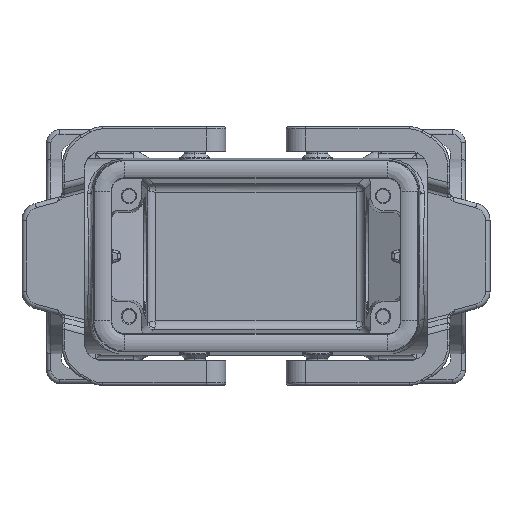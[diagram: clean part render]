
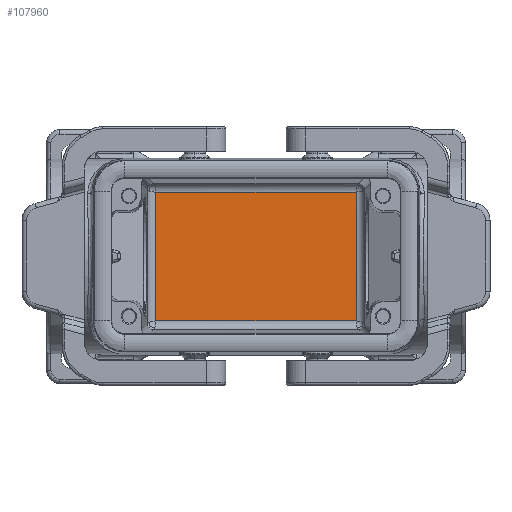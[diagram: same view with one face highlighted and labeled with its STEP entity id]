
A CAD part, top view. The second image highlights one B-rep face of the part: STEP entity #107960.
In plain terms, the highlighted face is planar.
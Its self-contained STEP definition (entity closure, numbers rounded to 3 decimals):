
#42510=CARTESIAN_POINT('',(18.745,47.697,67.));
#42520=VERTEX_POINT('',#42510);
#42550=CARTESIAN_POINT('',(0.,47.697,67.));
#42560=DIRECTION('',(1.,0.,0.));
#42570=VECTOR('',#42560,1.);
#42580=LINE('',#42550,#42570);
#42590=CARTESIAN_POINT('',(63.637,47.697,67.));
#42600=VERTEX_POINT('',#42590);
#42610=EDGE_CURVE('',#42520,#42600,#42580,.T.);
#66800=CARTESIAN_POINT('',(18.745,0.,67.));
#66810=DIRECTION('',(0.,1.,0.));
#66820=VECTOR('',#66810,1.);
#66830=LINE('',#66800,#66820);
#66840=CARTESIAN_POINT('',(18.745,18.805,67.));
#66850=VERTEX_POINT('',#66840);
#66860=EDGE_CURVE('',#66850,#42520,#66830,.T.);
#73150=CARTESIAN_POINT('',(63.637,0.,67.));
#73160=DIRECTION('',(0.,1.,0.));
#73170=VECTOR('',#73160,1.);
#73180=LINE('',#73150,#73170);
#73190=CARTESIAN_POINT('',(63.637,18.805,67.));
#73200=VERTEX_POINT('',#73190);
#73210=EDGE_CURVE('',#73200,#42600,#73180,.T.);
#76380=CARTESIAN_POINT('',(0.,18.805,67.));
#76390=DIRECTION('',(-1.,0.,0.));
#76400=VECTOR('',#76390,1.);
#76410=LINE('',#76380,#76400);
#76420=EDGE_CURVE('',#73200,#66850,#76410,.T.);
#107850=CARTESIAN_POINT('',(0.,0.,
67.));
#107860=DIRECTION('',(0.,0.,1.));
#107870=DIRECTION('',(1.,0.,0.));
#107880=AXIS2_PLACEMENT_3D('',#107850,#107860,#107870);
#107890=PLANE('',#107880);
#107900=ORIENTED_EDGE('',*,*,#66860,.T.);
#107910=ORIENTED_EDGE('',*,*,#76420,.T.);
#107920=ORIENTED_EDGE('',*,*,#73210,.F.);
#107930=ORIENTED_EDGE('',*,*,#42610,.T.);
#107940=EDGE_LOOP('',(#107930,#107920,#107910,#107900));
#107950=FACE_OUTER_BOUND('',#107940,.T.);
#107960=ADVANCED_FACE('',(#107950),#107890,.F.);
